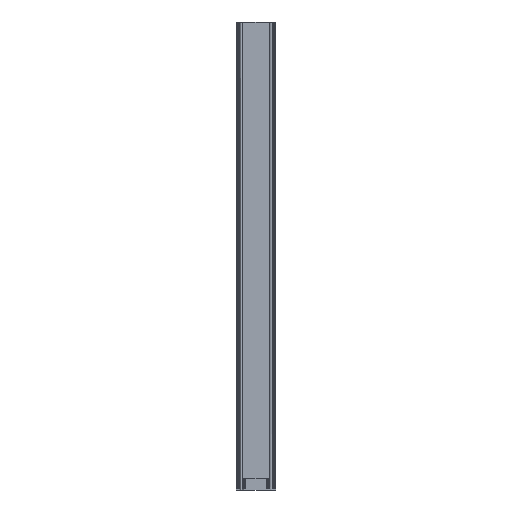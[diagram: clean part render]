
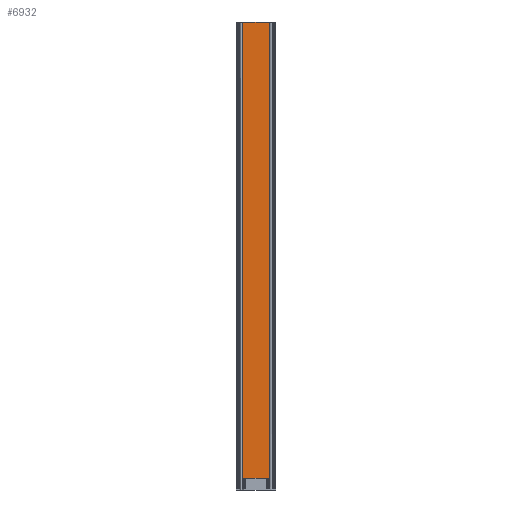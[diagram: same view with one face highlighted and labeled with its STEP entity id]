
A CAD part, front view. The second image highlights one B-rep face of the part: STEP entity #6932.
In plain terms, the highlighted planar face has unit normal (0, -1, 0).
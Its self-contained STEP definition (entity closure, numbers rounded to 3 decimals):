
#6576=DIRECTION('',(1.,0.,0.));
#6577=VECTOR('',#6576,135.);
#6578=CARTESIAN_POINT('',(-67.5,0.,0.));
#6579=LINE('',#6578,#6577);
#6654=DIRECTION('',(1.,0.,0.));
#6655=VECTOR('',#6654,135.);
#6656=CARTESIAN_POINT('',(-67.5,0.,2339.));
#6657=LINE('',#6656,#6655);
#6683=DIRECTION('',(0.,0.,-1.));
#6684=VECTOR('',#6683,2339.);
#6685=CARTESIAN_POINT('',(67.5,0.,2339.));
#6686=LINE('',#6685,#6684);
#6687=DIRECTION('',(0.,0.,-1.));
#6688=VECTOR('',#6687,2339.);
#6689=CARTESIAN_POINT('',(-67.5,0.,2339.));
#6690=LINE('',#6689,#6688);
#6720=CARTESIAN_POINT('',(67.5,0.,0.));
#6722=VERTEX_POINT('',#6720);
#6723=CARTESIAN_POINT('',(67.5,0.,2339.));
#6724=VERTEX_POINT('',#6723);
#6727=CARTESIAN_POINT('',(-67.5,0.,0.));
#6729=VERTEX_POINT('',#6727);
#6733=CARTESIAN_POINT('',(-67.5,0.,2339.));
#6734=VERTEX_POINT('',#6733);
#6920=CARTESIAN_POINT('',(-70.5,0.,0.));
#6921=DIRECTION('',(0.,-1.,0.));
#6922=DIRECTION('',(1.,0.,0.));
#6923=AXIS2_PLACEMENT_3D('',#6920,#6921,#6922);
#6924=PLANE('',#6923);
#6925=ORIENTED_EDGE('',*,*,#6913,.T.);
#6926=ORIENTED_EDGE('',*,*,#6772,.F.);
#6928=ORIENTED_EDGE('',*,*,#6927,.F.);
#6929=ORIENTED_EDGE('',*,*,#6868,.T.);
#6930=EDGE_LOOP('',(#6925,#6926,#6928,#6929));
#6931=FACE_OUTER_BOUND('',#6930,.F.);
#6932=ADVANCED_FACE('',(#6931),#6924,.T.);
#6772=EDGE_CURVE('',#6729,#6722,#6579,.T.);
#6868=EDGE_CURVE('',#6734,#6724,#6657,.T.);
#6913=EDGE_CURVE('',#6724,#6722,#6686,.T.);
#6927=EDGE_CURVE('',#6734,#6729,#6690,.T.);
